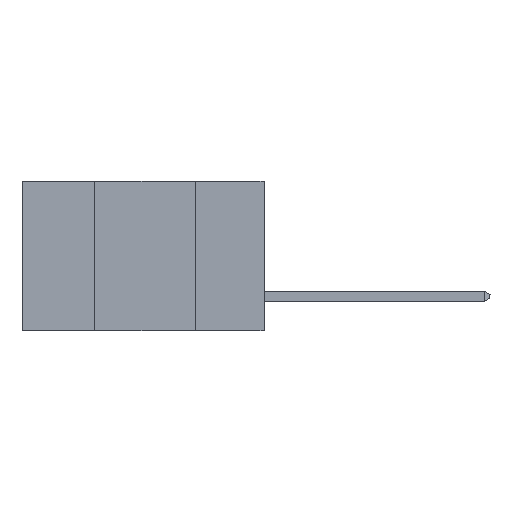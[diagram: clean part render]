
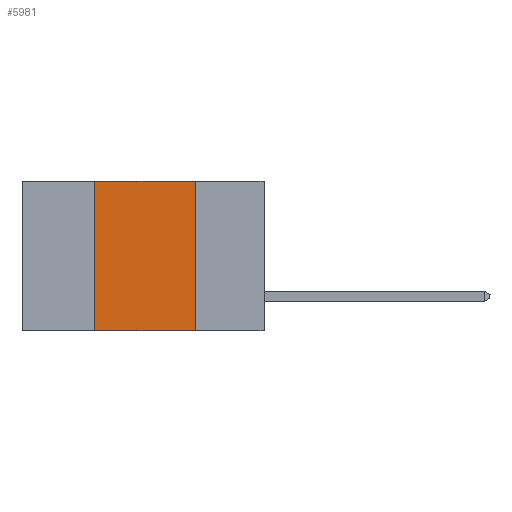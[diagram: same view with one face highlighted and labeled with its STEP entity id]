
A CAD part, left-side view. The second image highlights one B-rep face of the part: STEP entity #5981.
In plain terms, the highlighted planar face has unit normal (-1, 0, 0).
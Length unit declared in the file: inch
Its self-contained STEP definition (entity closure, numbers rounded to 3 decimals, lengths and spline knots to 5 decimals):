
#201 = EDGE_CURVE ( 'NONE', #4580, #8787, #337, .T. ) ;
#332 = ORIENTED_EDGE ( 'NONE', *, *, #5244, .T. ) ;
#337 = LINE ( 'NONE', #9703, #528 ) ;
#528 = VECTOR ( 'NONE', #9770, 39.37008 ) ;
#772 = LINE ( 'NONE', #4157, #8562 ) ;
#994 = CARTESIAN_POINT ( 'NONE',  ( 0., 0.6, -0.37 ) ) ;
#1612 = AXIS2_PLACEMENT_3D ( 'NONE', #8116, #3055, #6575 ) ;
#3055 = DIRECTION ( 'NONE',  ( 1., 0., 0. ) ) ;
#3510 = CARTESIAN_POINT ( 'NONE',  ( 0., 0.42, -0.37 ) ) ;
#3849 = CARTESIAN_POINT ( 'NONE',  ( 0., 0.17, 0. ) ) ;
#4034 = ORIENTED_EDGE ( 'NONE', *, *, #5166, .F. ) ;
#4157 = CARTESIAN_POINT ( 'NONE',  ( 0., 0.6, 0. ) ) ;
#4365 = LINE ( 'NONE', #994, #5954 ) ;
#4580 = VERTEX_POINT ( 'NONE', #3849 ) ;
#4810 = EDGE_CURVE ( 'NONE', #9420, #6497, #9279, .T. ) ;
#5166 = EDGE_CURVE ( 'NONE', #6497, #4580, #772, .T. ) ;
#5244 = EDGE_CURVE ( 'NONE', #9420, #8787, #4365, .T. ) ;
#5582 = CARTESIAN_POINT ( 'NONE',  ( 0., 0.42, 0. ) ) ;
#5913 = EDGE_LOOP ( 'NONE', ( #8292, #4034, #7168, #332 ) ) ;
#5954 = VECTOR ( 'NONE', #7564, 39.37008 ) ;
#5981 = ADVANCED_FACE ( 'NONE', ( #10709 ), #8225, .F. ) ;
#6122 = DIRECTION ( 'NONE',  ( 0., 0., 1. ) ) ;
#6453 = DIRECTION ( 'NONE',  ( 0., -1., 0. ) ) ;
#6497 = VERTEX_POINT ( 'NONE', #5582 ) ;
#6575 = DIRECTION ( 'NONE',  ( 0., 0., -1. ) ) ;
#6817 = CARTESIAN_POINT ( 'NONE',  ( 0., 0.17, -0.37 ) ) ;
#7168 = ORIENTED_EDGE ( 'NONE', *, *, #4810, .F. ) ;
#7564 = DIRECTION ( 'NONE',  ( 0., -1., 0. ) ) ;
#8116 = CARTESIAN_POINT ( 'NONE',  ( 0., 0.6, 0. ) ) ;
#8225 = PLANE ( 'NONE',  #1612 ) ;
#8292 = ORIENTED_EDGE ( 'NONE', *, *, #201, .F. ) ;
#8443 = CARTESIAN_POINT ( 'NONE',  ( 0., 0.42, -0.37 ) ) ;
#8562 = VECTOR ( 'NONE', #6453, 39.37008 ) ;
#8787 = VERTEX_POINT ( 'NONE', #6817 ) ;
#9279 = LINE ( 'NONE', #8443, #9981 ) ;
#9420 = VERTEX_POINT ( 'NONE', #3510 ) ;
#9703 = CARTESIAN_POINT ( 'NONE',  ( 0., 0.17, -0.37 ) ) ;
#9770 = DIRECTION ( 'NONE',  ( 0., 0., -1. ) ) ;
#9981 = VECTOR ( 'NONE', #6122, 39.37008 ) ;
#10709 = FACE_OUTER_BOUND ( 'NONE', #5913, .T. ) ;
